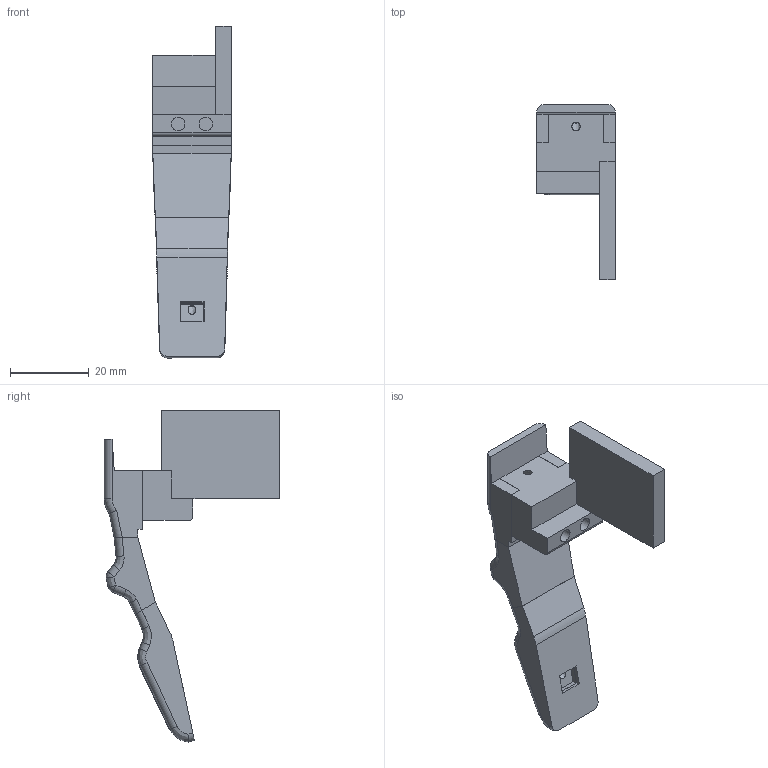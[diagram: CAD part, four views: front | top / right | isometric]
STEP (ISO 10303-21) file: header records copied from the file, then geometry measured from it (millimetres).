
FILE_DESCRIPTION(/* description */ (''),/* implementation_level */ '2;1');
FILE_NAME(/* name */ 'finger_v2_assm.stp',/* time_stamp */ '2025-07-15T17:39:26-04:00',/* author */ ('Kenny'),/* organization */ (''),/* preprocessor_version */ 'ST-DEVELOPER v20',/* originating_system */ 'Autodesk Inventor 2025',/* authorisation */ '');
FILE_SCHEMA (('AUTOMOTIVE_DESIGN { 1 0 10303 214 3 1 1 }'));
Length unit declared in the file: millimetre
Products named in the file (8): finger_v2_assm; new_mcp_pip_channel; mcp_pip_soft_parts; pip_dip_soft_parts; pip_dip_hard_parts; dip_tip_soft_upward_cut; dip_tip_hard_upward_cut; touch_pad
Assembly tree (7 placements, depth 2):
  finger_v2_assm
    new_mcp_pip_channel
    mcp_pip_soft_parts
    pip_dip_soft_parts
    pip_dip_hard_parts
    dip_tip_soft_upward_cut
    dip_tip_hard_upward_cut
    touch_pad
Bounding box: 20 x 44.5 x 84.29 mm (x, y, z)
Volume: 15439.1 mm3; surface area: 13133.6 mm2
Topology: 7 solids, 7 shells, 446 faces, 1277 edges, 828 vertices
Faces by surface type: plane 293, cylinder 88, bspline 57, torus 4, sphere 4
Full cylindrical faces by diameter (mm): 0.05 x1, 3.4 x2
Entity records: 17351 total; most frequent: CARTESIAN_POINT 5400, ORIENTED_EDGE 2554, DIRECTION 2221, EDGE_CURVE 1277, LINE 883, VECTOR 883, VERTEX_POINT 827, AXIS2_PLACEMENT_3D 669
